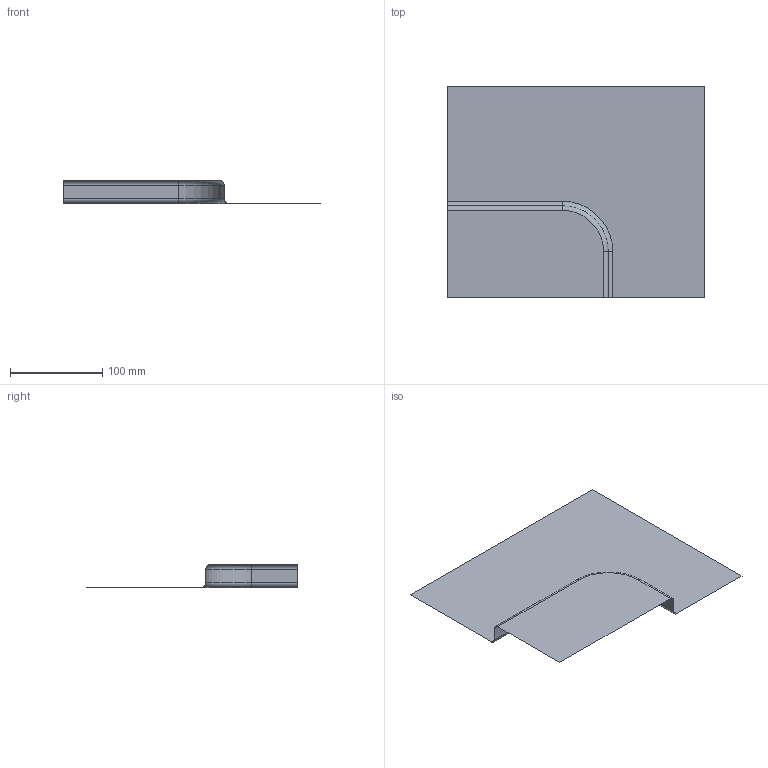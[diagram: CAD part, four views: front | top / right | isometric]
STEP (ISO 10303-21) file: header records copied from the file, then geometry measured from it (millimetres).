
FILE_DESCRIPTION(('Open CASCADE Model'),'2;1');
FILE_NAME('Open CASCADE Shape Model','2025-01-22T15:55:51',('Author'),( 'Open CASCADE'),'Open CASCADE STEP processor 7.7','Open CASCADE 7.7' ,'Unknown');
FILE_SCHEMA(('AUTOMOTIVE_DESIGN { 1 0 10303 214 1 1 1 1 }'));
Length unit declared in the file: millimetre
Products named in the file (12): Open CASCADE STEP translator 7.7 38; Open CASCADE STEP translator 7.7 38.1; Open CASCADE STEP translator 7.7 38.2; Open CASCADE STEP translator 7.7 38.3; Open CASCADE STEP translator 7.7 38.4; Open CASCADE STEP translator 7.7 38.5; Open CASCADE STEP translator 7.7 38.6; Open CASCADE STEP translator 7.7 38.7; Open CASCADE STEP translator 7.7 38.8; Open CASCADE STEP translator 7.7 38.9; Open CASCADE STEP translator 7.7 38.10; Open CASCADE STEP translator 7.7 38.11
Assembly tree (11 placements, depth 2):
  Open CASCADE STEP translator 7.7 38
    Open CASCADE STEP translator 7.7 38.1
    Open CASCADE STEP translator 7.7 38.2
    Open CASCADE STEP translator 7.7 38.3
    Open CASCADE STEP translator 7.7 38.4
    Open CASCADE STEP translator 7.7 38.5
    Open CASCADE STEP translator 7.7 38.6
    Open CASCADE STEP translator 7.7 38.7
    Open CASCADE STEP translator 7.7 38.8
    Open CASCADE STEP translator 7.7 38.9
    Open CASCADE STEP translator 7.7 38.10
    Open CASCADE STEP translator 7.7 38.11
Bounding box: 280 x 230 x 25 mm (x, y, z)
Surface area: 69650.3 mm2 (no closed solid volume)
Topology: 0 solids, 11 shells, 11 faces, 48 edges, 48 vertices
Faces by surface type: plane 4, cylinder 4, torus 2, bspline 1
Entity records: 1141 total; most frequent: CARTESIAN_POINT 291, DIRECTION 139, LINE 54, VECTOR 54, ORIENTED_EDGE 48, EDGE_CURVE 48, VERTEX_POINT 48, SURFACE_CURVE 48
